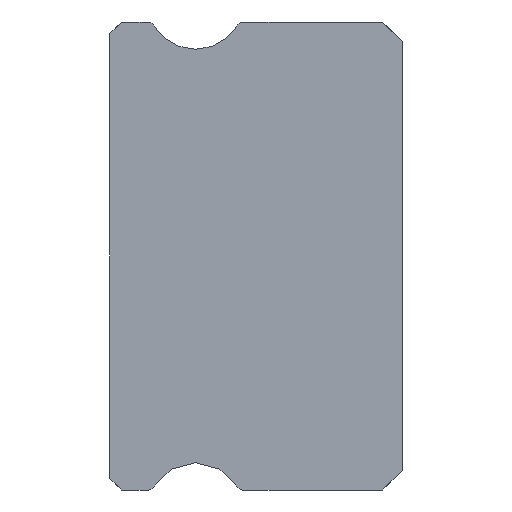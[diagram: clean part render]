
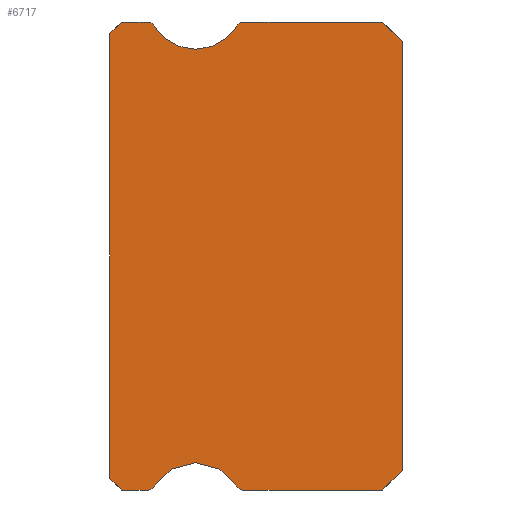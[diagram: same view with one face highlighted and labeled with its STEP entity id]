
A CAD part, left-side view. The second image highlights one B-rep face of the part: STEP entity #6717.
In plain terms, the highlighted planar face has unit normal (-1, 0, 0).
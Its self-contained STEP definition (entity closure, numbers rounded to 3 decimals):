
#85 = LINE ( 'NONE', #9145, #4201 ) ;
#131 = CARTESIAN_POINT ( 'NONE',  ( -12.5, 6.383, -5.925 ) ) ;
#163 = CARTESIAN_POINT ( 'NONE',  ( -12.5, 7.2, -6. ) ) ;
#269 = CARTESIAN_POINT ( 'NONE',  ( -12.5, 0., -5.5 ) ) ;
#343 = CARTESIAN_POINT ( 'NONE',  ( -12.5, 7.5, 5.85 ) ) ;
#398 = CIRCLE ( 'NONE', #1377, 1.25 ) ;
#414 = DIRECTION ( 'NONE',  ( 1., 0., 0. ) ) ;
#434 = ORIENTED_EDGE ( 'NONE', *, *, #776, .F. ) ;
#453 = ORIENTED_EDGE ( 'NONE', *, *, #5222, .T. ) ;
#640 = EDGE_CURVE ( 'NONE', #11431, #4730, #85, .T. ) ;
#649 = DIRECTION ( 'NONE',  ( 0., 0., -1. ) ) ;
#757 = EDGE_CURVE ( 'NONE', #5869, #7020, #3965, .T. ) ;
#761 = DIRECTION ( 'NONE',  ( -1., 0., 0. ) ) ;
#776 = EDGE_CURVE ( 'NONE', #3077, #3147, #9138, .T. ) ;
#907 = DIRECTION ( 'NONE',  ( 0., -0.707, -0.707 ) ) ;
#965 = EDGE_CURVE ( 'NONE', #3629, #6907, #3792, .T. ) ;
#985 = CIRCLE ( 'NONE', #1382, 0.15 ) ;
#1069 = ORIENTED_EDGE ( 'NONE', *, *, #640, .F. ) ;
#1096 = VERTEX_POINT ( 'NONE', #6906 ) ;
#1230 = CARTESIAN_POINT ( 'NONE',  ( -12.5, 6.512, 6. ) ) ;
#1336 = LINE ( 'NONE', #10246, #4625 ) ;
#1340 = EDGE_CURVE ( 'NONE', #11130, #3881, #9967, .T. ) ;
#1377 = AXIS2_PLACEMENT_3D ( 'NONE', #3205, #2092, #5739 ) ;
#1382 = AXIS2_PLACEMENT_3D ( 'NONE', #9618, #10493, #5721 ) ;
#1426 = DIRECTION ( 'NONE',  ( -1., 0., 0. ) ) ;
#1618 = DIRECTION ( 'NONE',  ( 1., 0., 0. ) ) ;
#1804 = FACE_OUTER_BOUND ( 'NONE', #9233, .T. ) ;
#1853 = ORIENTED_EDGE ( 'NONE', *, *, #3232, .F. ) ;
#2024 = EDGE_CURVE ( 'NONE', #7020, #1096, #4300, .T. ) ;
#2092 = DIRECTION ( 'NONE',  ( -1., 0., 0. ) ) ;
#2153 = CARTESIAN_POINT ( 'NONE',  ( -12.5, 7.2, 6. ) ) ;
#2216 = DIRECTION ( 'NONE',  ( 0., 0., -1. ) ) ;
#2240 = CARTESIAN_POINT ( 'NONE',  ( -12.5, 0.5, -6. ) ) ;
#2330 = VECTOR ( 'NONE', #5837, 1000. ) ;
#2359 = VECTOR ( 'NONE', #8856, 1000. ) ;
#2524 = PLANE ( 'NONE',  #4460 ) ;
#2557 = VECTOR ( 'NONE', #10178, 1000. ) ;
#2654 = EDGE_CURVE ( 'NONE', #4551, #10013, #6538, .T. ) ;
#2805 = VERTEX_POINT ( 'NONE', #5834 ) ;
#3043 = CARTESIAN_POINT ( 'NONE',  ( -12.5, 6.512, -6. ) ) ;
#3077 = VERTEX_POINT ( 'NONE', #3576 ) ;
#3147 = VERTEX_POINT ( 'NONE', #3453 ) ;
#3205 = CARTESIAN_POINT ( 'NONE',  ( -12.5, 5.3, 6.55 ) ) ;
#3228 = EDGE_CURVE ( 'NONE', #4551, #2805, #8571, .T. ) ;
#3232 = EDGE_CURVE ( 'NONE', #8147, #4700, #7705, .T. ) ;
#3309 = CARTESIAN_POINT ( 'NONE',  ( -12.5, 6.512, -6. ) ) ;
#3340 = AXIS2_PLACEMENT_3D ( 'NONE', #11133, #9479, #5754 ) ;
#3417 = CARTESIAN_POINT ( 'NONE',  ( -12.5, 0., 5.5 ) ) ;
#3453 = CARTESIAN_POINT ( 'NONE',  ( -12.5, 4.217, 5.925 ) ) ;
#3464 = CARTESIAN_POINT ( 'NONE',  ( -12.5, 0., 5.5 ) ) ;
#3576 = CARTESIAN_POINT ( 'NONE',  ( -12.5, 5.3, 5.3 ) ) ;
#3629 = VERTEX_POINT ( 'NONE', #131 ) ;
#3730 = ORIENTED_EDGE ( 'NONE', *, *, #2024, .F. ) ;
#3792 = CIRCLE ( 'NONE', #4740, 0.15 ) ;
#3881 = VERTEX_POINT ( 'NONE', #3464 ) ;
#3965 = LINE ( 'NONE', #11405, #9901 ) ;
#4036 = ORIENTED_EDGE ( 'NONE', *, *, #3228, .F. ) ;
#4107 = ORIENTED_EDGE ( 'NONE', *, *, #2654, .T. ) ;
#4141 = EDGE_CURVE ( 'NONE', #4730, #3881, #10430, .T. ) ;
#4201 = VECTOR ( 'NONE', #4785, 1000. ) ;
#4300 = CIRCLE ( 'NONE', #9450, 0.15 ) ;
#4458 = CIRCLE ( 'NONE', #5583, 1.25 ) ;
#4460 = AXIS2_PLACEMENT_3D ( 'NONE', #9822, #1618, #649 ) ;
#4551 = VERTEX_POINT ( 'NONE', #11293 ) ;
#4579 = EDGE_CURVE ( 'NONE', #4700, #3077, #398, .T. ) ;
#4625 = VECTOR ( 'NONE', #9424, 1000. ) ;
#4700 = VERTEX_POINT ( 'NONE', #5150 ) ;
#4730 = VERTEX_POINT ( 'NONE', #8843 ) ;
#4740 = AXIS2_PLACEMENT_3D ( 'NONE', #6798, #9432, #5007 ) ;
#4785 = DIRECTION ( 'NONE',  ( 0., -1., 0. ) ) ;
#4955 = ORIENTED_EDGE ( 'NONE', *, *, #4141, .F. ) ;
#4968 = CARTESIAN_POINT ( 'NONE',  ( -12.5, 5.3, 6.55 ) ) ;
#5007 = DIRECTION ( 'NONE',  ( 0., 0., -1. ) ) ;
#5150 = CARTESIAN_POINT ( 'NONE',  ( -12.5, 6.383, 5.925 ) ) ;
#5222 = EDGE_CURVE ( 'NONE', #8147, #7572, #1336, .T. ) ;
#5334 = EDGE_CURVE ( 'NONE', #10013, #6907, #7570, .T. ) ;
#5382 = VECTOR ( 'NONE', #6662, 1000. ) ;
#5532 = ORIENTED_EDGE ( 'NONE', *, *, #6480, .T. ) ;
#5583 = AXIS2_PLACEMENT_3D ( 'NONE', #10863, #761, #10992 ) ;
#5721 = DIRECTION ( 'NONE',  ( 0., 0., -1. ) ) ;
#5739 = DIRECTION ( 'NONE',  ( 0., 0., -1. ) ) ;
#5754 = DIRECTION ( 'NONE',  ( 0., 0., -1. ) ) ;
#5834 = CARTESIAN_POINT ( 'NONE',  ( -12.5, 7.5, 5.7 ) ) ;
#5837 = DIRECTION ( 'NONE',  ( 0., -0.707, -0.707 ) ) ;
#5869 = VERTEX_POINT ( 'NONE', #2240 ) ;
#6051 = ORIENTED_EDGE ( 'NONE', *, *, #965, .F. ) ;
#6448 = ORIENTED_EDGE ( 'NONE', *, *, #5334, .T. ) ;
#6480 = EDGE_CURVE ( 'NONE', #7572, #2805, #9651, .T. ) ;
#6494 = ORIENTED_EDGE ( 'NONE', *, *, #9619, .F. ) ;
#6538 = LINE ( 'NONE', #163, #6920 ) ;
#6662 = DIRECTION ( 'NONE',  ( 0., -1., 0. ) ) ;
#6717 = ADVANCED_FACE ( 'NONE', ( #1804 ), #2524, .F. ) ;
#6798 = CARTESIAN_POINT ( 'NONE',  ( -12.5, 6.512, -5.85 ) ) ;
#6906 = CARTESIAN_POINT ( 'NONE',  ( -12.5, 4.217, -5.925 ) ) ;
#6907 = VERTEX_POINT ( 'NONE', #3309 ) ;
#6920 = VECTOR ( 'NONE', #907, 1000. ) ;
#7009 = CARTESIAN_POINT ( 'NONE',  ( -12.5, 7.5, 5.7 ) ) ;
#7020 = VERTEX_POINT ( 'NONE', #9166 ) ;
#7219 = CARTESIAN_POINT ( 'NONE',  ( -12.5, 7.2, -6. ) ) ;
#7379 = ORIENTED_EDGE ( 'NONE', *, *, #7394, .F. ) ;
#7394 = EDGE_CURVE ( 'NONE', #1096, #3629, #4458, .T. ) ;
#7415 = ORIENTED_EDGE ( 'NONE', *, *, #4579, .F. ) ;
#7535 = VECTOR ( 'NONE', #10333, 1000. ) ;
#7570 = LINE ( 'NONE', #3043, #5382 ) ;
#7572 = VERTEX_POINT ( 'NONE', #2153 ) ;
#7587 = ORIENTED_EDGE ( 'NONE', *, *, #1340, .T. ) ;
#7679 = DIRECTION ( 'NONE',  ( 0., 0., -1. ) ) ;
#7705 = CIRCLE ( 'NONE', #3340, 0.15 ) ;
#7775 = DIRECTION ( 'NONE',  ( 0., 1., 0. ) ) ;
#7904 = ORIENTED_EDGE ( 'NONE', *, *, #757, .F. ) ;
#8147 = VERTEX_POINT ( 'NONE', #1230 ) ;
#8571 = LINE ( 'NONE', #343, #2557 ) ;
#8843 = CARTESIAN_POINT ( 'NONE',  ( -12.5, 0.5, 6. ) ) ;
#8856 = DIRECTION ( 'NONE',  ( 0., 0.707, -0.707 ) ) ;
#8918 = EDGE_CURVE ( 'NONE', #3147, #11431, #985, .T. ) ;
#8946 = AXIS2_PLACEMENT_3D ( 'NONE', #4968, #1426, #2216 ) ;
#9087 = DIRECTION ( 'NONE',  ( 0., 0., 1. ) ) ;
#9138 = CIRCLE ( 'NONE', #8946, 1.25 ) ;
#9145 = CARTESIAN_POINT ( 'NONE',  ( -12.5, 6.512, 6. ) ) ;
#9166 = CARTESIAN_POINT ( 'NONE',  ( -12.5, 4.088, -6. ) ) ;
#9233 = EDGE_LOOP ( 'NONE', ( #5532, #4036, #4107, #6448, #6051, #7379, #3730, #7904, #6494, #7587, #4955, #1069, #11364, #434, #7415, #1853, #453 ) ) ;
#9325 = LINE ( 'NONE', #269, #7535 ) ;
#9424 = DIRECTION ( 'NONE',  ( 0., 1., 0. ) ) ;
#9432 = DIRECTION ( 'NONE',  ( 1., 0., 0. ) ) ;
#9450 = AXIS2_PLACEMENT_3D ( 'NONE', #11380, #414, #7679 ) ;
#9479 = DIRECTION ( 'NONE',  ( 1., 0., 0. ) ) ;
#9618 = CARTESIAN_POINT ( 'NONE',  ( -12.5, 4.088, 5.85 ) ) ;
#9619 = EDGE_CURVE ( 'NONE', #11130, #5869, #9325, .T. ) ;
#9621 = CARTESIAN_POINT ( 'NONE',  ( -12.5, 0., -5.5 ) ) ;
#9651 = LINE ( 'NONE', #7009, #2359 ) ;
#9822 = CARTESIAN_POINT ( 'NONE',  ( -12.5, 6.512, 5.85 ) ) ;
#9859 = CARTESIAN_POINT ( 'NONE',  ( -12.5, 4.088, 6. ) ) ;
#9901 = VECTOR ( 'NONE', #7775, 1000. ) ;
#9967 = LINE ( 'NONE', #3417, #10828 ) ;
#10013 = VERTEX_POINT ( 'NONE', #7219 ) ;
#10178 = DIRECTION ( 'NONE',  ( 0., 0., 1. ) ) ;
#10246 = CARTESIAN_POINT ( 'NONE',  ( -12.5, 7.2, 6. ) ) ;
#10303 = CARTESIAN_POINT ( 'NONE',  ( -12.5, 0.5, 6. ) ) ;
#10333 = DIRECTION ( 'NONE',  ( 0., 0.707, -0.707 ) ) ;
#10430 = LINE ( 'NONE', #10303, #2330 ) ;
#10493 = DIRECTION ( 'NONE',  ( 1., 0., 0. ) ) ;
#10828 = VECTOR ( 'NONE', #9087, 1000. ) ;
#10863 = CARTESIAN_POINT ( 'NONE',  ( -12.5, 5.3, -6.55 ) ) ;
#10992 = DIRECTION ( 'NONE',  ( 0., 0., -1. ) ) ;
#11130 = VERTEX_POINT ( 'NONE', #9621 ) ;
#11133 = CARTESIAN_POINT ( 'NONE',  ( -12.5, 6.512, 5.85 ) ) ;
#11293 = CARTESIAN_POINT ( 'NONE',  ( -12.5, 7.5, -5.7 ) ) ;
#11364 = ORIENTED_EDGE ( 'NONE', *, *, #8918, .F. ) ;
#11380 = CARTESIAN_POINT ( 'NONE',  ( -12.5, 4.088, -5.85 ) ) ;
#11405 = CARTESIAN_POINT ( 'NONE',  ( -12.5, 6.512, -6. ) ) ;
#11431 = VERTEX_POINT ( 'NONE', #9859 ) ;
